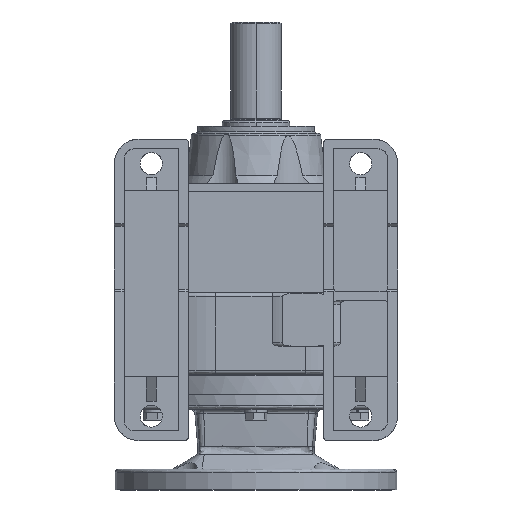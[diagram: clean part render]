
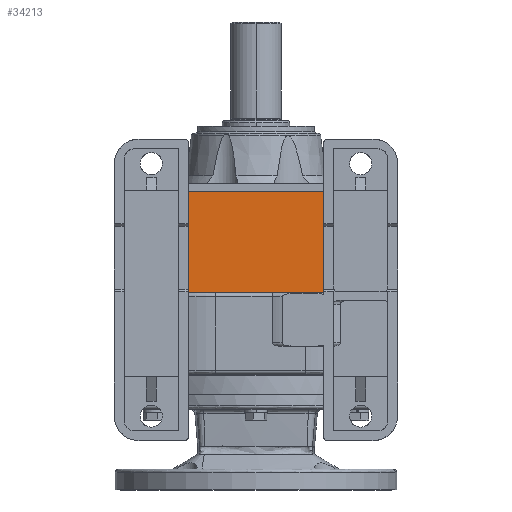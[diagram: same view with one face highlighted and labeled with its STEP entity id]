
A CAD part, front view. The second image highlights one B-rep face of the part: STEP entity #34213.
In plain terms, the highlighted planar face has unit normal (0, -1, 0).
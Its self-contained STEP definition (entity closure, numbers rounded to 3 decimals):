
#911 = VERTEX_POINT ( 'NONE', #48434 ) ;
#2124 = CARTESIAN_POINT ( 'NONE',  ( 2.165, 1.457, -0.059 ) ) ;
#2295 = ORIENTED_EDGE ( 'NONE', *, *, #7128, .F. ) ;
#3593 = VECTOR ( 'NONE', #71535, 39.37 ) ;
#7128 = EDGE_CURVE ( 'NONE', #42413, #29262, #38454, .T. ) ;
#11145 = CARTESIAN_POINT ( 'NONE',  ( -2.165, 1.457, -3.307 ) ) ;
#12380 = CARTESIAN_POINT ( 'NONE',  ( 2.165, 1.457, -5.994 ) ) ;
#15024 = CARTESIAN_POINT ( 'NONE',  ( 6.393, 1.457, -3.307 ) ) ;
#15410 = DIRECTION ( 'NONE',  ( -1., 0., 0. ) ) ;
#19245 = LINE ( 'NONE', #62665, #48788 ) ;
#19343 = LINE ( 'NONE', #12380, #3593 ) ;
#21015 = PLANE ( 'NONE',  #27000 ) ;
#24284 = LINE ( 'NONE', #25998, #55639 ) ;
#25998 = CARTESIAN_POINT ( 'NONE',  ( -2.165, 1.457, -5.994 ) ) ;
#26902 = DIRECTION ( 'NONE',  ( -1., 0., 0. ) ) ;
#27000 = AXIS2_PLACEMENT_3D ( 'NONE', #38576, #74225, #38824 ) ;
#29085 = VERTEX_POINT ( 'NONE', #2124 ) ;
#29262 = VERTEX_POINT ( 'NONE', #11145 ) ;
#34213 = ADVANCED_FACE ( 'NONE', ( #40395 ), #21015, .F. ) ;
#37395 = ORIENTED_EDGE ( 'NONE', *, *, #65207, .T. ) ;
#38454 = LINE ( 'NONE', #15024, #64339 ) ;
#38576 = CARTESIAN_POINT ( 'NONE',  ( 6.393, 1.457, -3.11 ) ) ;
#38824 = DIRECTION ( 'NONE',  ( 0., 0., 1. ) ) ;
#39704 = CARTESIAN_POINT ( 'NONE',  ( 2.165, 1.457, -3.307 ) ) ;
#40395 = FACE_OUTER_BOUND ( 'NONE', #60013, .T. ) ;
#42413 = VERTEX_POINT ( 'NONE', #39704 ) ;
#42753 = ORIENTED_EDGE ( 'NONE', *, *, #45484, .T. ) ;
#45484 = EDGE_CURVE ( 'NONE', #29085, #911, #19245, .T. ) ;
#45894 = ORIENTED_EDGE ( 'NONE', *, *, #59080, .T. ) ;
#48434 = CARTESIAN_POINT ( 'NONE',  ( -2.165, 1.457, -0.059 ) ) ;
#48788 = VECTOR ( 'NONE', #15410, 39.37 ) ;
#55639 = VECTOR ( 'NONE', #67323, 39.37 ) ;
#59080 = EDGE_CURVE ( 'NONE', #911, #29262, #24284, .T. ) ;
#60013 = EDGE_LOOP ( 'NONE', ( #45894, #2295, #37395, #42753 ) ) ;
#62665 = CARTESIAN_POINT ( 'NONE',  ( -2.165, 1.457, -0.059 ) ) ;
#64339 = VECTOR ( 'NONE', #26902, 39.37 ) ;
#65207 = EDGE_CURVE ( 'NONE', #42413, #29085, #19343, .T. ) ;
#67323 = DIRECTION ( 'NONE',  ( 0., 0., -1. ) ) ;
#71535 = DIRECTION ( 'NONE',  ( 0., 0., 1. ) ) ;
#74225 = DIRECTION ( 'NONE',  ( 0., 1., 0. ) ) ;
